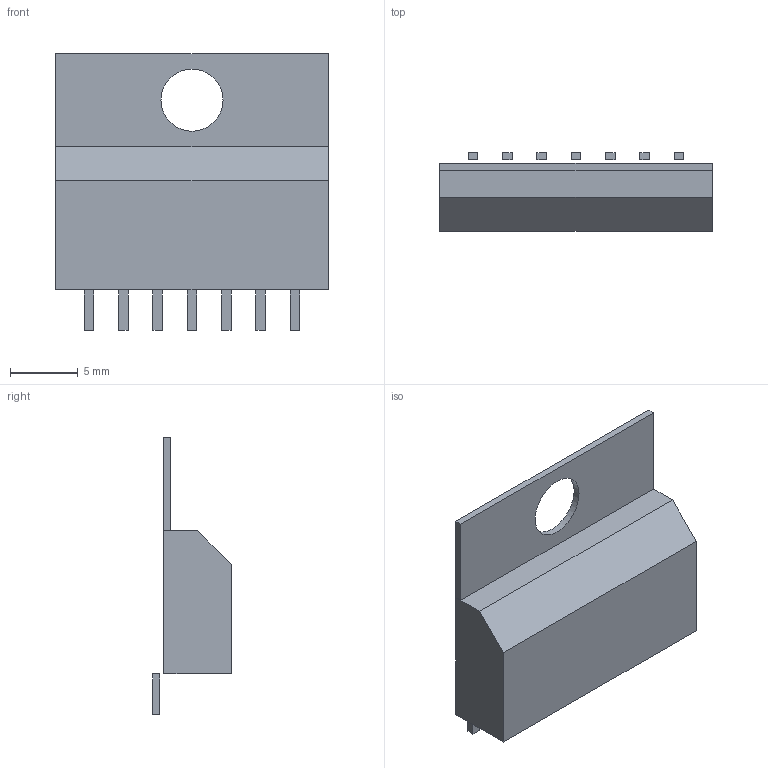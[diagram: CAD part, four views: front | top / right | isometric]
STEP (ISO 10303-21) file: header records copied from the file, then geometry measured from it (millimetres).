
FILE_DESCRIPTION(('FreeCAD Model'),'2;1');
FILE_NAME('620287.2.1.stp','2020-04-09T03:23:55',( 'Author'),(''),'Open CASCADE STEP processor 6.9','FreeCAD','Unknown' );
FILE_SCHEMA(('AUTOMOTIVE_DESIGN { 1 0 10303 214 1 1 1 1 }'));
Length unit declared in the file: millimetre
Products named in the file (5): ASSEMBLY; Tab; Body; StraightPinsArray; BentPinsArray
Assembly tree (4 placements, depth 2):
  ASSEMBLY
    Tab
    Body
    StraightPinsArray
    BentPinsArray
Bounding box: 20.2 x 5.84 x 20.5 mm (x, y, z)
Volume: 1079 mm3; surface area: 1038.2 mm2
Topology: 9 solids, 9 shells, 56 faces, 114 edges, 76 vertices
Faces by surface type: plane 55, cylinder 1
Full cylindrical faces by diameter (mm): 4.6 x1
Entity records: 3084 total; most frequent: CARTESIAN_POINT 491, DIRECTION 464, LINE 338, VECTOR 338, ORIENTED_EDGE 228, PCURVE 228, DEFINITIONAL_REPRESENTATION 228, EDGE_CURVE 114
